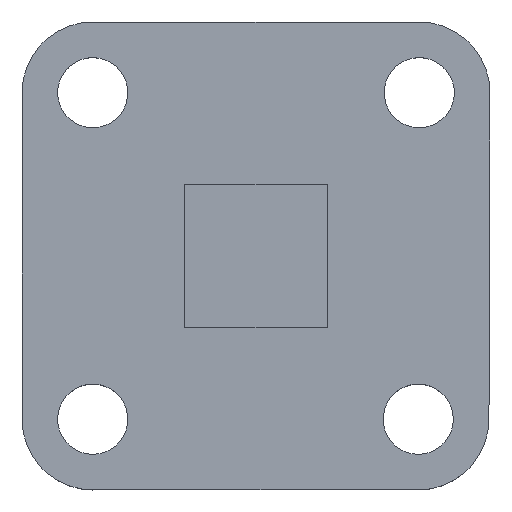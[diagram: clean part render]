
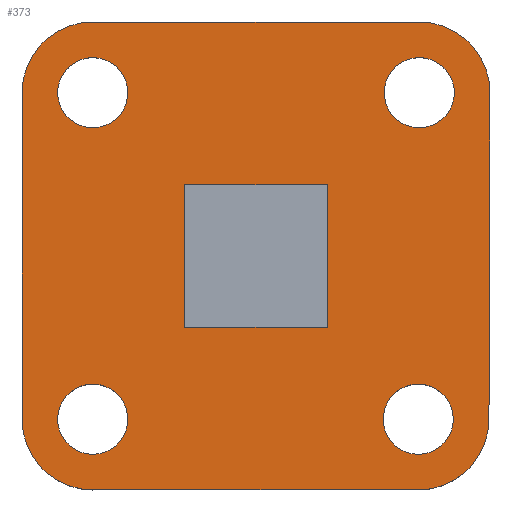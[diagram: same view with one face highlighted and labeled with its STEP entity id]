
A CAD part, top view. The second image highlights one B-rep face of the part: STEP entity #373.
In plain terms, the highlighted planar face has unit normal (0, 0, 1).
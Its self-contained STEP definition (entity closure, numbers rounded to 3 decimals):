
#15=FACE_BOUND('',#94,.T.);
#16=FACE_BOUND('',#95,.T.);
#17=FACE_BOUND('',#96,.T.);
#18=FACE_BOUND('',#97,.T.);
#23=CIRCLE('',#398,1.725);
#25=CIRCLE('',#401,1.725);
#27=CIRCLE('',#404,1.725);
#29=CIRCLE('',#407,1.725);
#32=CIRCLE('',#412,3.475);
#34=CIRCLE('',#416,3.475);
#36=CIRCLE('',#420,3.475);
#38=CIRCLE('',#424,3.475);
#73=FACE_OUTER_BOUND('',#93,.T.);
#93=EDGE_LOOP('',(#319,#320,#321,#322,#323,#324,#325,#326));
#94=EDGE_LOOP('',(#327));
#95=EDGE_LOOP('',(#328));
#96=EDGE_LOOP('',(#329));
#97=EDGE_LOOP('',(#330));
#121=LINE('',#597,#153);
#125=LINE('',#609,#157);
#129=LINE('',#621,#161);
#133=LINE('',#633,#165);
#153=VECTOR('',#488,10.);
#157=VECTOR('',#500,10.);
#161=VECTOR('',#512,10.);
#165=VECTOR('',#524,10.);
#175=VERTEX_POINT('',#567);
#177=VERTEX_POINT('',#573);
#179=VERTEX_POINT('',#579);
#181=VERTEX_POINT('',#585);
#185=VERTEX_POINT('',#594);
#186=VERTEX_POINT('',#596);
#188=VERTEX_POINT('',#602);
#190=VERTEX_POINT('',#608);
#192=VERTEX_POINT('',#614);
#194=VERTEX_POINT('',#620);
#196=VERTEX_POINT('',#626);
#198=VERTEX_POINT('',#632);
#211=EDGE_CURVE('',#175,#175,#23,.T.);
#214=EDGE_CURVE('',#177,#177,#25,.T.);
#217=EDGE_CURVE('',#179,#179,#27,.T.);
#220=EDGE_CURVE('',#181,#181,#29,.T.);
#225=EDGE_CURVE('',#186,#185,#121,.T.);
#228=EDGE_CURVE('',#188,#186,#32,.T.);
#231=EDGE_CURVE('',#190,#188,#125,.T.);
#234=EDGE_CURVE('',#192,#190,#34,.T.);
#237=EDGE_CURVE('',#194,#192,#129,.T.);
#240=EDGE_CURVE('',#196,#194,#36,.T.);
#243=EDGE_CURVE('',#198,#196,#133,.T.);
#246=EDGE_CURVE('',#185,#198,#38,.T.);
#319=ORIENTED_EDGE('',*,*,#246,.T.);
#320=ORIENTED_EDGE('',*,*,#243,.T.);
#321=ORIENTED_EDGE('',*,*,#240,.T.);
#322=ORIENTED_EDGE('',*,*,#237,.T.);
#323=ORIENTED_EDGE('',*,*,#234,.T.);
#324=ORIENTED_EDGE('',*,*,#231,.T.);
#325=ORIENTED_EDGE('',*,*,#228,.T.);
#326=ORIENTED_EDGE('',*,*,#225,.T.);
#327=ORIENTED_EDGE('',*,*,#220,.T.);
#328=ORIENTED_EDGE('',*,*,#217,.T.);
#329=ORIENTED_EDGE('',*,*,#214,.T.);
#330=ORIENTED_EDGE('',*,*,#211,.T.);
#353=PLANE('',#425);
#373=ADVANCED_FACE('',(#73,#15,#16,#17,#18),#353,.T.);
#398=AXIS2_PLACEMENT_3D('',#568,#458,#459);
#401=AXIS2_PLACEMENT_3D('',#574,#465,#466);
#404=AXIS2_PLACEMENT_3D('',#580,#472,#473);
#407=AXIS2_PLACEMENT_3D('',#586,#479,#480);
#412=AXIS2_PLACEMENT_3D('',#603,#494,#495);
#416=AXIS2_PLACEMENT_3D('',#615,#506,#507);
#420=AXIS2_PLACEMENT_3D('',#627,#518,#519);
#424=AXIS2_PLACEMENT_3D('',#637,#530,#531);
#425=AXIS2_PLACEMENT_3D('',#638,#532,#533);
#458=DIRECTION('center_axis',(0.,0.,-1.));
#459=DIRECTION('ref_axis',(1.,0.,0.));
#465=DIRECTION('center_axis',(0.,0.,-1.));
#466=DIRECTION('ref_axis',(1.,0.,0.));
#472=DIRECTION('center_axis',(0.,0.,-1.));
#473=DIRECTION('ref_axis',(1.,0.,0.));
#479=DIRECTION('center_axis',(0.,0.,-1.));
#480=DIRECTION('ref_axis',(1.,0.,0.));
#488=DIRECTION('',(1.,0.,0.));
#494=DIRECTION('center_axis',(0.,0.,1.));
#495=DIRECTION('ref_axis',(-1.,0.,0.));
#500=DIRECTION('',(0.,-1.,0.));
#506=DIRECTION('center_axis',(0.,0.,1.));
#507=DIRECTION('ref_axis',(0.,1.,0.));
#512=DIRECTION('',(-1.,0.,0.));
#518=DIRECTION('center_axis',(0.,0.,1.));
#519=DIRECTION('ref_axis',(1.,-0.003,0.));
#524=DIRECTION('',(0.003,1.,0.));
#530=DIRECTION('center_axis',(0.,0.,1.));
#531=DIRECTION('ref_axis',(0.,-1.,0.));
#532=DIRECTION('center_axis',(0.,0.,1.));
#533=DIRECTION('ref_axis',(1.,0.,0.));
#567=CARTESIAN_POINT('',(-9.75,8.025,1.6));
#568=CARTESIAN_POINT('Origin',(-8.025,8.025,1.6));
#573=CARTESIAN_POINT('',(6.25,-8.025,1.6));
#574=CARTESIAN_POINT('Origin',(7.975,-8.025,1.6));
#579=CARTESIAN_POINT('',(-9.75,-8.025,1.6));
#580=CARTESIAN_POINT('Origin',(-8.025,-8.025,1.6));
#585=CARTESIAN_POINT('',(6.3,8.025,1.6));
#586=CARTESIAN_POINT('Origin',(8.025,8.025,1.6));
#594=CARTESIAN_POINT('',(7.975,-11.5,1.6));
#596=CARTESIAN_POINT('',(-8.025,-11.5,1.6));
#597=CARTESIAN_POINT('',(7.975,-11.5,1.6));
#602=CARTESIAN_POINT('',(-11.5,-8.025,1.6));
#603=CARTESIAN_POINT('Origin',(-8.025,-8.025,1.6));
#608=CARTESIAN_POINT('',(-11.5,8.025,1.6));
#609=CARTESIAN_POINT('',(-11.5,-8.025,1.6));
#614=CARTESIAN_POINT('',(-8.025,11.5,1.6));
#615=CARTESIAN_POINT('Origin',(-8.025,8.025,1.6));
#620=CARTESIAN_POINT('',(8.025,11.5,1.6));
#621=CARTESIAN_POINT('',(-8.025,11.5,1.6));
#626=CARTESIAN_POINT('',(11.5,8.014,1.6));
#627=CARTESIAN_POINT('Origin',(8.025,8.025,1.6));
#632=CARTESIAN_POINT('',(11.45,-8.036,1.6));
#633=CARTESIAN_POINT('',(11.5,8.014,1.6));
#637=CARTESIAN_POINT('Origin',(7.975,-8.025,1.6));
#638=CARTESIAN_POINT('Origin',(0.,0.,
1.6));
